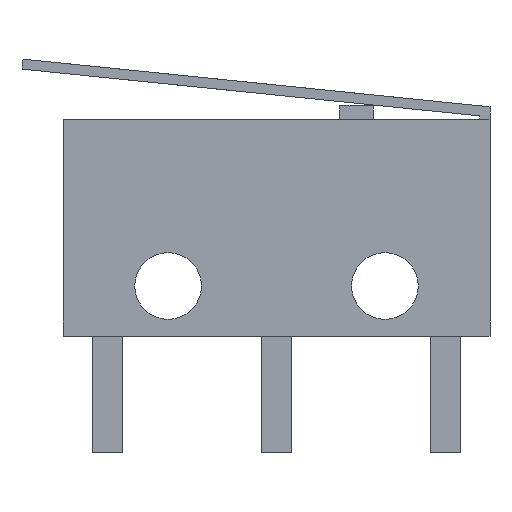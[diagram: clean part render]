
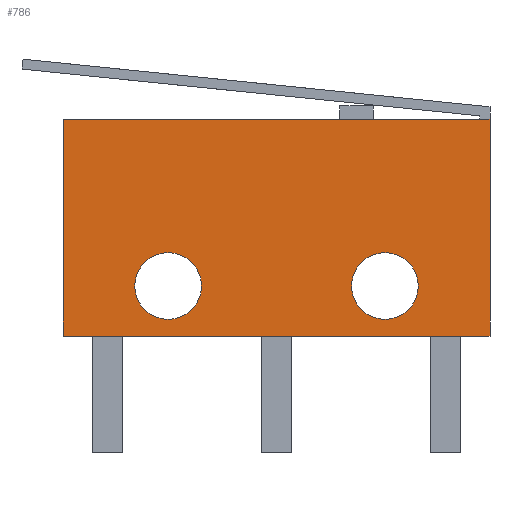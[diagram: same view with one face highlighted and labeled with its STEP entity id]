
A CAD part, front view. The second image highlights one B-rep face of the part: STEP entity #786.
In plain terms, the highlighted planar face has unit normal (0, -1, 0).
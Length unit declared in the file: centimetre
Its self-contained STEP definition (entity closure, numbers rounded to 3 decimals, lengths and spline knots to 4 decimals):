
#106=CIRCLE('',#825,0.1);
#108=CIRCLE('',#828,0.1);
#137=VERTEX_POINT('',#1045);
#138=VERTEX_POINT('',#1047);
#171=VERTEX_POINT('',#1150);
#174=VERTEX_POINT('',#1155);
#175=VERTEX_POINT('',#1159);
#177=VERTEX_POINT('',#1164);
#210=VECTOR('',#882,1.);
#262=VECTOR('',#955,1.);
#265=VECTOR('',#972,1.);
#266=VECTOR('',#973,1.);
#298=LINE('',#1046,#210);
#350=LINE('',#1156,#262);
#353=LINE('',#1171,#265);
#354=LINE('',#1172,#266);
#392=EDGE_CURVE('',#138,#137,#298,.T.);
#445=EDGE_CURVE('',#174,#171,#350,.T.);
#446=EDGE_CURVE('',#175,#175,#106,.T.);
#448=EDGE_CURVE('',#177,#177,#108,.T.);
#452=EDGE_CURVE('',#171,#137,#353,.T.);
#453=EDGE_CURVE('',#174,#138,#354,.T.);
#632=ORIENTED_EDGE('',*,*,#392,.T.);
#633=ORIENTED_EDGE('',*,*,#452,.F.);
#634=ORIENTED_EDGE('',*,*,#445,.F.);
#635=ORIENTED_EDGE('',*,*,#453,.T.);
#636=ORIENTED_EDGE('',*,*,#448,.T.);
#637=ORIENTED_EDGE('',*,*,#446,.T.);
#696=EDGE_LOOP('',(#632,#633,#634,#635));
#697=EDGE_LOOP('',(#636));
#698=EDGE_LOOP('',(#637));
#745=FACE_BOUND('',#696,.T.);
#746=FACE_BOUND('',#697,.T.);
#747=FACE_BOUND('',#698,.T.);
#786=ADVANCED_FACE('',(#745,#746,#747),#1208,.T.);
#825=AXIS2_PLACEMENT_3D('',#1158,#958,#959);
#828=AXIS2_PLACEMENT_3D('',#1163,#964,#965);
#831=AXIS2_PLACEMENT_3D('',#1170,#971,$);
#882=DIRECTION('',(-1.,0.,0.));
#955=DIRECTION('',(-1.,0.,0.));
#958=DIRECTION('',(0.,1.,0.));
#959=DIRECTION('',(0.1,0.,0.));
#964=DIRECTION('',(0.,1.,0.));
#965=DIRECTION('',(0.1,0.,0.));
#971=DIRECTION('',(0.,-1.,0.));
#972=DIRECTION('',(0.,0.,1.));
#973=DIRECTION('',(0.,0.,1.));
#1045=CARTESIAN_POINT('',(0.,0.,0.65));
#1046=CARTESIAN_POINT('',(1.28,0.,0.65));
#1047=CARTESIAN_POINT('',(1.28,0.,0.65));
#1150=CARTESIAN_POINT('',(0.,0.,0.));
#1155=CARTESIAN_POINT('',(1.28,0.,0.));
#1156=CARTESIAN_POINT('',(1.28,0.,0.));
#1158=CARTESIAN_POINT('',(0.965,0.,0.15));
#1159=CARTESIAN_POINT('',(0.865,0.,0.15));
#1163=CARTESIAN_POINT('',(0.315,0.,0.15));
#1164=CARTESIAN_POINT('',(0.215,0.,0.15));
#1170=CARTESIAN_POINT('',(0.64,0.,0.));
#1171=CARTESIAN_POINT('',(0.,0.,0.));
#1172=CARTESIAN_POINT('',(1.28,0.,0.));
#1208=PLANE('',#831);
